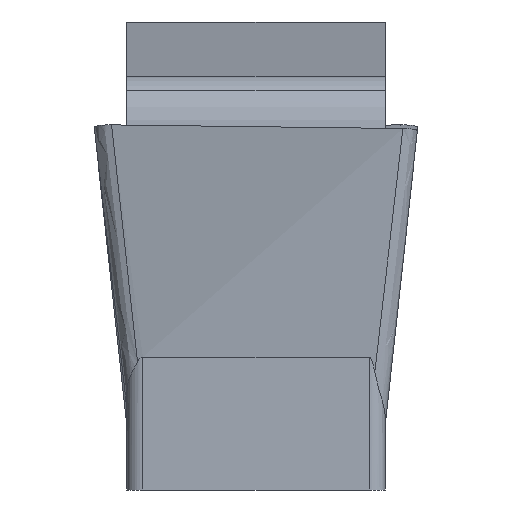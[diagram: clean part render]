
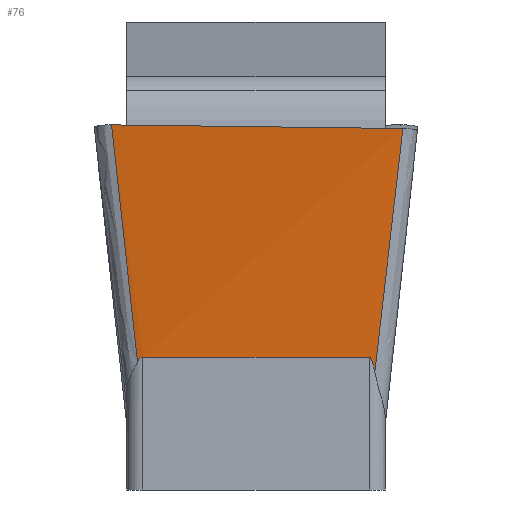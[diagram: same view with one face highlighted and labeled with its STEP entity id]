
A CAD part, front view. The second image highlights one B-rep face of the part: STEP entity #76.
In plain terms, the highlighted free-form (B-spline) face has degree [2, 1] with [3, 4] control points.
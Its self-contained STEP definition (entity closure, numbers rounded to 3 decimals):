
#38=(
BOUNDED_SURFACE()
B_SPLINE_SURFACE(2,1,((#1660,#1661,#1662,#1663),(#1664,#1665,#1666,#1667),
(#1668,#1669,#1670,#1671)),.UNSPECIFIED.,.F.,.F.,.F.)
B_SPLINE_SURFACE_WITH_KNOTS((3,3),(2,1,1,2),(0.,1.),(0.,0.417,
0.694,1.),.UNSPECIFIED.)
GEOMETRIC_REPRESENTATION_ITEM()
RATIONAL_B_SPLINE_SURFACE(((1.044,1.044,1.044,
1.044),(1.044,1.044,1.044,1.044),
(1.044,1.044,1.044,1.044)))
REPRESENTATION_ITEM('')
SURFACE()
);
#76=ADVANCED_FACE('SIDE_FP_AN_SU1',(#130),#38,.T.);
#130=FACE_OUTER_BOUND('',#166,.T.);
#166=EDGE_LOOP('',(#326,#327,#328,#329,#330,#331));
#199=B_SPLINE_CURVE_WITH_KNOTS('',3,(#1243,#1244,#1245,#1246,#1247,#1248,
#1249,#1250,#1251,#1252,#1253,#1254,#1255,#1256,#1257,#1258),
 .UNSPECIFIED.,.F.,.F.,(4,3,3,3,3,4),(0.,0.336,0.676,
0.836,0.969,1.),.UNSPECIFIED.);
#202=B_SPLINE_CURVE_WITH_KNOTS('',3,(#1283,#1284,#1285,#1286,#1287,#1288,
#1289,#1290,#1291,#1292,#1293,#1294,#1295,#1296,#1297,#1298),
 .UNSPECIFIED.,.F.,.F.,(4,3,3,3,3,4),(0.,0.024,0.055,
0.112,0.309,1.),.UNSPECIFIED.);
#210=B_SPLINE_CURVE_WITH_KNOTS('',3,(#1645,#1646,#1647,#1648,#1649,#1650,
#1651,#1652,#1653,#1654),.UNSPECIFIED.,.F.,.F.,(4,3,3,4),(0.,0.5,
0.75,1.),.UNSPECIFIED.);
#326=ORIENTED_EDGE('',*,*,#577,.F.);
#327=ORIENTED_EDGE('',*,*,#576,.F.);
#328=ORIENTED_EDGE('',*,*,#551,.T.);
#329=ORIENTED_EDGE('',*,*,#560,.F.);
#330=ORIENTED_EDGE('',*,*,#556,.T.);
#331=ORIENTED_EDGE('',*,*,#578,.F.);
#480=VERTEX_POINT('',#1242);
#481=VERTEX_POINT('',#1259);
#483=VERTEX_POINT('',#1273);
#484=VERTEX_POINT('',#1282);
#493=VERTEX_POINT('',#1634);
#494=VERTEX_POINT('',#1655);
#551=EDGE_CURVE('',#481,#480,#199,.T.);
#556=EDGE_CURVE('',#483,#484,#202,.T.);
#560=EDGE_CURVE('',#483,#480,#697,.T.);
#576=EDGE_CURVE('',#481,#493,#699,.T.);
#577=EDGE_CURVE('',#493,#494,#210,.T.);
#578=EDGE_CURVE('',#494,#484,#700,.T.);
#697=(
BOUNDED_CURVE()
B_SPLINE_CURVE(2,(#1306,#1307,#1308),.UNSPECIFIED.,.F.,.F.)
B_SPLINE_CURVE_WITH_KNOTS((3,3),(0.,1.),.UNSPECIFIED.)
CURVE()
GEOMETRIC_REPRESENTATION_ITEM()
RATIONAL_B_SPLINE_CURVE((1.044,1.044,1.044))
REPRESENTATION_ITEM('')
);
#699=(
BOUNDED_CURVE()
B_SPLINE_CURVE(1,(#1635,#1636,#1637,#1638),.UNSPECIFIED.,.F.,.F.)
B_SPLINE_CURVE_WITH_KNOTS((2,1,1,2),(0.,0.31,0.577,
1.),.UNSPECIFIED.)
CURVE()
GEOMETRIC_REPRESENTATION_ITEM()
RATIONAL_B_SPLINE_CURVE((1.044,1.044,1.044,
1.044))
REPRESENTATION_ITEM('')
);
#700=(
BOUNDED_CURVE()
B_SPLINE_CURVE(1,(#1656,#1657,#1658,#1659),.UNSPECIFIED.,.F.,.F.)
B_SPLINE_CURVE_WITH_KNOTS((2,1,1,2),(0.,0.426,0.688,
1.),.UNSPECIFIED.)
CURVE()
GEOMETRIC_REPRESENTATION_ITEM()
RATIONAL_B_SPLINE_CURVE((1.044,1.044,1.044,
1.044))
REPRESENTATION_ITEM('')
);
#1242=CARTESIAN_POINT('',(-1.4,-12.029,-2.851));
#1243=CARTESIAN_POINT('',(-1.465,-12.018,-2.913));
#1244=CARTESIAN_POINT('',(-1.461,-12.02,-2.903));
#1245=CARTESIAN_POINT('',(-1.455,-12.022,-2.894));
#1246=CARTESIAN_POINT('',(-1.449,-12.023,-2.886));
#1247=CARTESIAN_POINT('',(-1.443,-12.025,-2.877));
#1248=CARTESIAN_POINT('',(-1.436,-12.026,-2.869));
#1249=CARTESIAN_POINT('',(-1.428,-12.027,-2.862));
#1250=CARTESIAN_POINT('',(-1.424,-12.028,-2.859));
#1251=CARTESIAN_POINT('',(-1.42,-12.028,-2.856));
#1252=CARTESIAN_POINT('',(-1.415,-12.029,-2.854));
#1253=CARTESIAN_POINT('',(-1.411,-12.029,-2.852));
#1254=CARTESIAN_POINT('',(-1.407,-12.029,-2.851));
#1255=CARTESIAN_POINT('',(-1.403,-12.029,-2.851));
#1256=CARTESIAN_POINT('',(-1.402,-12.029,-2.851));
#1257=CARTESIAN_POINT('',(-1.401,-12.029,-2.851));
#1258=CARTESIAN_POINT('',(-1.4,-12.029,-2.851));
#1259=CARTESIAN_POINT('',(-1.465,-12.018,-2.913));
#1273=CARTESIAN_POINT('',(1.4,-12.029,-2.851));
#1282=CARTESIAN_POINT('',(1.47,-12.017,-3.04));
#1283=CARTESIAN_POINT('',(1.4,-12.029,-2.851));
#1284=CARTESIAN_POINT('',(1.402,-12.029,-2.851));
#1285=CARTESIAN_POINT('',(1.403,-12.029,-2.851));
#1286=CARTESIAN_POINT('',(1.405,-12.029,-2.851));
#1287=CARTESIAN_POINT('',(1.407,-12.029,-2.852));
#1288=CARTESIAN_POINT('',(1.409,-12.029,-2.853));
#1289=CARTESIAN_POINT('',(1.411,-12.029,-2.855));
#1290=CARTESIAN_POINT('',(1.414,-12.029,-2.857));
#1291=CARTESIAN_POINT('',(1.416,-12.029,-2.86));
#1292=CARTESIAN_POINT('',(1.419,-12.028,-2.864));
#1293=CARTESIAN_POINT('',(1.427,-12.028,-2.875));
#1294=CARTESIAN_POINT('',(1.432,-12.027,-2.888));
#1295=CARTESIAN_POINT('',(1.437,-12.026,-2.901));
#1296=CARTESIAN_POINT('',(1.453,-12.023,-2.946));
#1297=CARTESIAN_POINT('',(1.461,-12.02,-2.993));
#1298=CARTESIAN_POINT('',(1.47,-12.017,-3.04));
#1306=CARTESIAN_POINT('',(1.4,-12.029,-2.851));
#1307=CARTESIAN_POINT('',(0.,-12.029,-2.851));
#1308=CARTESIAN_POINT('',(-1.4,-12.029,-2.851));
#1634=CARTESIAN_POINT('',(-1.788,-12.536,0.023));
#1635=CARTESIAN_POINT('',(-1.107,-11.444,-6.167));
#1636=CARTESIAN_POINT('',(-1.472,-12.029,-2.851));
#1637=CARTESIAN_POINT('',(-1.786,-12.532,0.));
#1638=CARTESIAN_POINT('',(-2.284,-13.331,4.529));
#1645=CARTESIAN_POINT('',(-1.788,-12.536,0.023));
#1646=CARTESIAN_POINT('',(-1.187,-12.482,0.015));
#1647=CARTESIAN_POINT('',(-0.586,-12.428,0.007));
#1648=CARTESIAN_POINT('',(0.015,-12.374,0.));
#1649=CARTESIAN_POINT('',(0.315,-12.348,-0.004));
#1650=CARTESIAN_POINT('',(0.616,-12.321,-0.008));
#1651=CARTESIAN_POINT('',(0.916,-12.295,-0.011));
#1652=CARTESIAN_POINT('',(1.217,-12.268,-0.015));
#1653=CARTESIAN_POINT('',(1.517,-12.241,-0.019));
#1654=CARTESIAN_POINT('',(1.818,-12.215,-0.023));
#1655=CARTESIAN_POINT('',(1.818,-12.215,-0.023));
#1656=CARTESIAN_POINT('',(2.357,-12.522,4.643));
#1657=CARTESIAN_POINT('',(1.821,-12.217,0.));
#1658=CARTESIAN_POINT('',(1.491,-12.029,-2.851));
#1659=CARTESIAN_POINT('',(1.099,-11.806,-6.25));
#1660=CARTESIAN_POINT('',(2.316,-12.499,4.295));
#1661=CARTESIAN_POINT('',(1.821,-12.217,0.));
#1662=CARTESIAN_POINT('',(1.491,-12.029,-2.851));
#1663=CARTESIAN_POINT('',(1.128,-11.823,-5.995));
#1664=CARTESIAN_POINT('',(0.029,-12.894,4.295));
#1665=CARTESIAN_POINT('',(0.017,-12.374,0.));
#1666=CARTESIAN_POINT('',(0.01,-12.029,-2.851));
#1667=CARTESIAN_POINT('',(0.001,-11.649,-5.995));
#1668=CARTESIAN_POINT('',(-2.258,-13.29,4.295));
#1669=CARTESIAN_POINT('',(-1.786,-12.532,0.));
#1670=CARTESIAN_POINT('',(-1.472,-12.029,-2.851));
#1671=CARTESIAN_POINT('',(-1.126,-11.475,-5.995));
